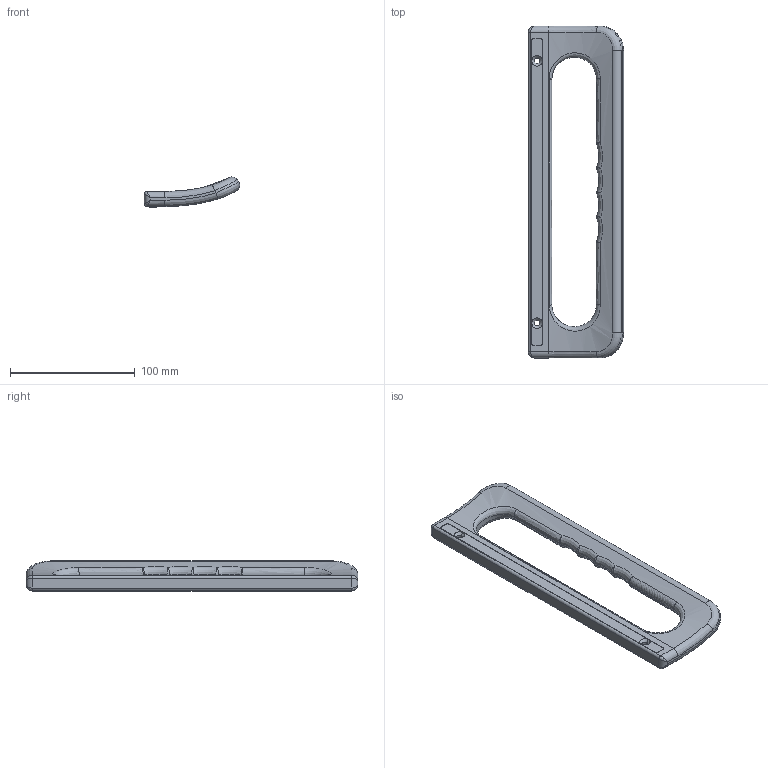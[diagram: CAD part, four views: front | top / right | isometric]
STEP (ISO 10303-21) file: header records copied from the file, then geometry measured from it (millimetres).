
FILE_DESCRIPTION (( 'STEP AP214' ), '1' );
FILE_NAME ('ÏÒÐÂ.753731.001 Ðó÷êà.STEP', '2020-03-31T10:14:43', ( '' ), ( '' ), 'SwSTEP 2.0', 'SolidWorks 2018', '' );
FILE_SCHEMA (( 'AUTOMOTIVE_DESIGN' ));
Length unit declared in the file: millimetre
Products named in the file (1): ÏÒÐÂ.753731.001 Ðó÷êà
Bounding box: 76.38 x 265.9 x 24.08 mm (x, y, z)
Volume: 144622 mm3; surface area: 36164.6 mm2
Topology: 1 solids, 1 shells, 106 faces, 250 edges, 137 vertices
Faces by surface type: bspline 59, cylinder 24, plane 19, cone 4
Entity records: 10152 total; most frequent: CARTESIAN_POINT 8213, ORIENTED_EDGE 478, DIRECTION 266, EDGE_CURVE 239, VERTEX_POINT 137, EDGE_LOOP 114, B_SPLINE_CURVE_WITH_KNOTS 108, FACE_OUTER_BOUND 106
